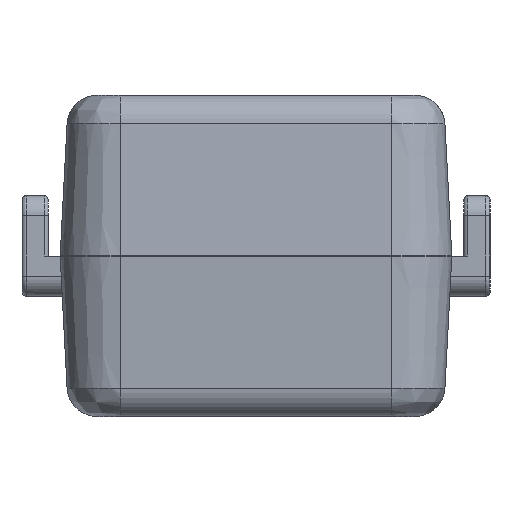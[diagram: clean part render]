
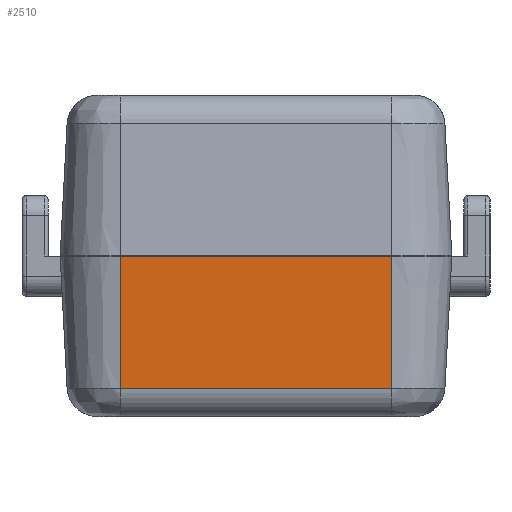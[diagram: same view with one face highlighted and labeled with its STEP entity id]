
A CAD part, left-side view. The second image highlights one B-rep face of the part: STEP entity #2510.
In plain terms, the highlighted planar face has unit normal (-0.999, 0, -0.052).
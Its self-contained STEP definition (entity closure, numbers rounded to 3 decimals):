
#2510 = ADVANCED_FACE( '', ( #5225 ), #5226, .T. );
#5225 = FACE_OUTER_BOUND( '', #8444, .T. );
#5226 = PLANE( '', #8445 );
#8444 = EDGE_LOOP( '', ( #15946, #15947, #15948, #15949 ) );
#8445 = AXIS2_PLACEMENT_3D( '', #15950, #15951, #15952 );
#15946 = ORIENTED_EDGE( '', *, *, #19724, .F. );
#15947 = ORIENTED_EDGE( '', *, *, #20594, .T. );
#15948 = ORIENTED_EDGE( '', *, *, #21323, .T. );
#15949 = ORIENTED_EDGE( '', *, *, #20808, .T. );
#15950 = CARTESIAN_POINT( '', ( -36.5, 0., 0. ) );
#15951 = DIRECTION( '', ( -0.999, 0., -0.052 ) );
#15952 = DIRECTION( '', ( -0.052, 0., 0.999 ) );
#19724 = EDGE_CURVE( '', #24156, #24158, #24159, .T. );
#20594 = EDGE_CURVE( '', #24156, #23942, #25410, .F. );
#20808 = EDGE_CURVE( '', #25702, #24158, #25703, .F. );
#21323 = EDGE_CURVE( '', #23942, #25702, #26351, .T. );
#23942 = VERTEX_POINT( '', #30361 );
#24156 = VERTEX_POINT( '', #30718 );
#24158 = VERTEX_POINT( '', #30720 );
#24159 = LINE( '', #30721, #30722 );
#25410 = LINE( '', #32969, #32970 );
#25702 = VERTEX_POINT( '', #33441 );
#25703 = LINE( '', #33442, #33443 );
#26351 = LINE( '', #34602, #34603 );
#30361 = CARTESIAN_POINT( '', ( -36.155, -6.75, -6.579 ) );
#30718 = CARTESIAN_POINT( '', ( -36.155, 6.75, -6.579 ) );
#30720 = CARTESIAN_POINT( '', ( -36.5, 6.75, 0. ) );
#30721 = CARTESIAN_POINT( '', ( -36.5, 6.75, 0. ) );
#30722 = VECTOR( '', #36690, 1000. );
#32969 = CARTESIAN_POINT( '', ( -36.155, -6.75, -6.579 ) );
#32970 = VECTOR( '', #37378, 1000. );
#33441 = CARTESIAN_POINT( '', ( -36.5, -6.75, 0. ) );
#33442 = CARTESIAN_POINT( '', ( -36.5, 0., 0. ) );
#33443 = VECTOR( '', #37569, 1000. );
#34602 = CARTESIAN_POINT( '', ( -36.5, -6.75, 0. ) );
#34603 = VECTOR( '', #37932, 1000. );
#36690 = DIRECTION( '', ( -0.052, 0., 0.999 ) );
#37378 = DIRECTION( '', ( 0., 1., 0. ) );
#37569 = DIRECTION( '', ( 0., -1., 0. ) );
#37932 = DIRECTION( '', ( -0.052, 0., 0.999 ) );
